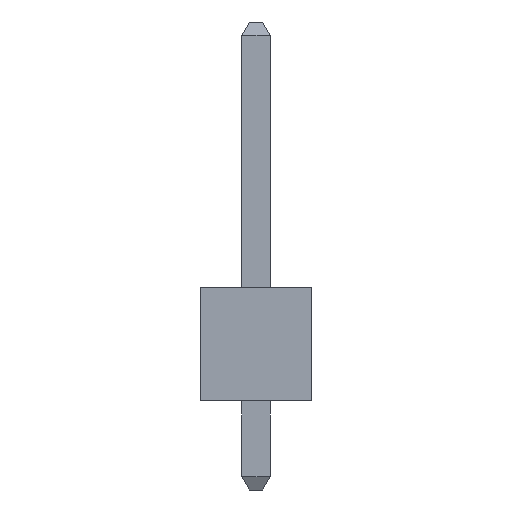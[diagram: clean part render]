
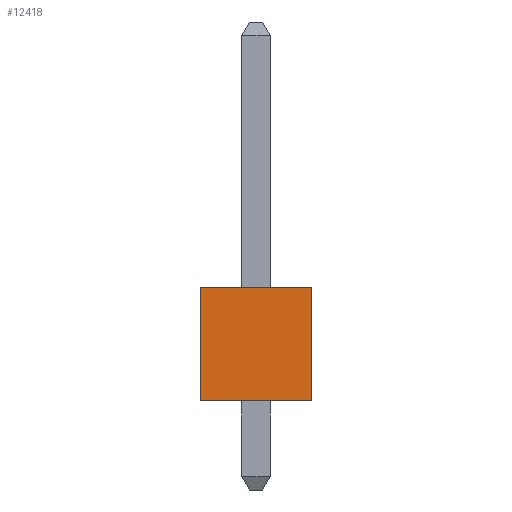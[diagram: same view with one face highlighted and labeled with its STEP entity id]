
A CAD part, left-side view. The second image highlights one B-rep face of the part: STEP entity #12418.
In plain terms, the highlighted planar face has unit normal (-1, 0, 0).
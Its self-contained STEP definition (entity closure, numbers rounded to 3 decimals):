
#12357 = CARTESIAN_POINT ( 'NONE',  ( -1.27, 1.25, 0. ) ) ;
#12358 = VERTEX_POINT ( 'NONE', #12357 ) ;
#12365 = CARTESIAN_POINT ( 'NONE',  ( -1.27, 1.25, 2.54 ) ) ;
#12366 = VERTEX_POINT ( 'NONE', #12365 ) ;
#12367 = CARTESIAN_POINT ( 'NONE',  ( -1.27, 1.25, 2.54 ) ) ;
#12368 = DIRECTION ( 'NONE',  ( 0., 0., -1. ) ) ;
#12369 = VECTOR ( 'NONE', #12368, 1000. ) ;
#12370 = LINE ( 'NONE', #12367, #12369 ) ;
#12371 = EDGE_CURVE ( 'NONE', #12366, #12358, #12370, .T. ) ;
#12388 = CARTESIAN_POINT ( 'NONE',  ( -1.27, -1.25, 0. ) ) ;
#12389 = VERTEX_POINT ( 'NONE', #12388 ) ;
#12390 = CARTESIAN_POINT ( 'NONE',  ( -1.27, -1.25, 0. ) ) ;
#12391 = DIRECTION ( 'NONE',  ( 0., -1., 0. ) ) ;
#12392 = VECTOR ( 'NONE', #12391, 1000. ) ;
#12393 = LINE ( 'NONE', #12390, #12392 ) ;
#12394 = EDGE_CURVE ( 'NONE', #12358, #12389, #12393, .T. ) ;
#12395 = ORIENTED_EDGE ( 'NONE', *, *, #12394, .T. ) ;
#12396 = CARTESIAN_POINT ( 'NONE',  ( -1.27, -1.25, 2.54 ) ) ;
#12397 = VERTEX_POINT ( 'NONE', #12396 ) ;
#12398 = CARTESIAN_POINT ( 'NONE',  ( -1.27, -1.25, 2.54 ) ) ;
#12399 = DIRECTION ( 'NONE',  ( 0., 0., -1. ) ) ;
#12400 = VECTOR ( 'NONE', #12399, 1000. ) ;
#12401 = LINE ( 'NONE', #12398, #12400 ) ;
#12402 = EDGE_CURVE ( 'NONE', #12397, #12389, #12401, .T. ) ;
#12403 = ORIENTED_EDGE ( 'NONE', *, *, #12402, .F. ) ;
#12404 = CARTESIAN_POINT ( 'NONE',  ( -1.27, -1.25, 2.54 ) ) ;
#12405 = DIRECTION ( 'NONE',  ( 0., -1., 0. ) ) ;
#12406 = VECTOR ( 'NONE', #12405, 1000. ) ;
#12407 = LINE ( 'NONE', #12404, #12406 ) ;
#12408 = EDGE_CURVE ( 'NONE', #12366, #12397, #12407, .T. ) ;
#12409 = ORIENTED_EDGE ( 'NONE', *, *, #12408, .F. ) ;
#12410 = ORIENTED_EDGE ( 'NONE', *, *, #12371, .T. ) ;
#12411 = EDGE_LOOP ( 'NONE', ( #12395, #12403, #12409, #12410 ) ) ;
#12412 = FACE_OUTER_BOUND ( 'NONE', #12411, .T. ) ;
#12413 = CARTESIAN_POINT ( 'NONE',  ( -1.27, -1.25, 2.54 ) ) ;
#12414 = DIRECTION ( 'NONE',  ( 1., 0., 0. ) ) ;
#12415 = DIRECTION ( 'NONE',  ( 0., 1., 0. ) ) ;
#12416 = AXIS2_PLACEMENT_3D ( 'NONE', #12413, #12414, #12415 ) ;
#12417 = PLANE ( 'NONE', #12416 ) ;
#12418 = ADVANCED_FACE ( 'NONE', ( #12412 ), #12417, .F. ) ;
